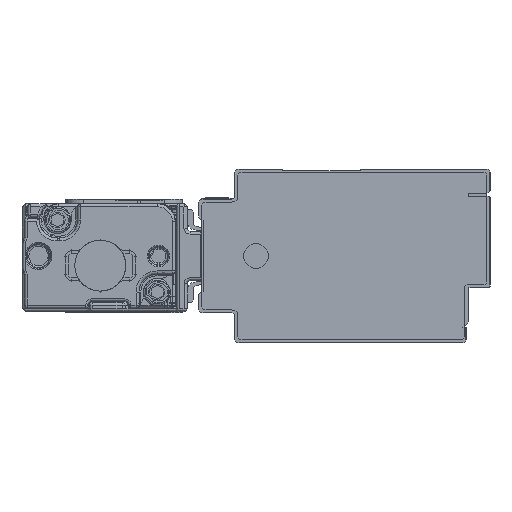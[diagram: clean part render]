
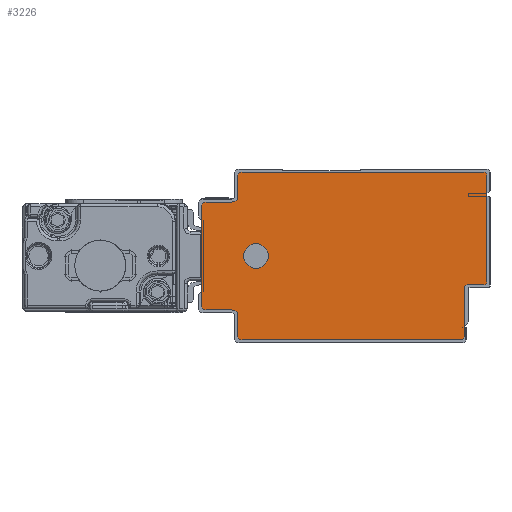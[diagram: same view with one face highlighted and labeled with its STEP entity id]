
A CAD part, left-side view. The second image highlights one B-rep face of the part: STEP entity #3226.
In plain terms, the highlighted planar face has unit normal (-1, 0, 0).
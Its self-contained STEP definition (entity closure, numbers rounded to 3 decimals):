
#1505=AXIS2_PLACEMENT_3D('Circle Axis2P3D',#1503,#1504,$) ;
#1543=AXIS2_PLACEMENT_3D('Circle Axis2P3D',#1541,#1542,$) ;
#1581=AXIS2_PLACEMENT_3D('Circle Axis2P3D',#1579,#1580,$) ;
#1619=AXIS2_PLACEMENT_3D('Circle Axis2P3D',#1617,#1618,$) ;
#3096=AXIS2_PLACEMENT_3D('Circle Axis2P3D',#3094,#3095,$) ;
#3116=AXIS2_PLACEMENT_3D('Plane Axis2P3D',#3113,#3114,#3115) ;
#3120=AXIS2_PLACEMENT_3D('Circle Axis2P3D',#3118,#3119,$) ;
#3134=AXIS2_PLACEMENT_3D('Circle Axis2P3D',#3132,#3133,$) ;
#3148=AXIS2_PLACEMENT_3D('Circle Axis2P3D',#3146,#3147,$) ;
#3162=AXIS2_PLACEMENT_3D('Circle Axis2P3D',#3160,#3161,$) ;
#3176=AXIS2_PLACEMENT_3D('Circle Axis2P3D',#3174,#3175,$) ;
#3210=AXIS2_PLACEMENT_3D('Circle Axis2P3D',#3208,#3209,$) ;
#3219=AXIS2_PLACEMENT_3D('Circle Axis2P3D',#3217,#3218,$) ;
#1461=CARTESIAN_POINT('Line Origine',(-1275.5,-3.5,19.1)) ;
#1465=CARTESIAN_POINT('Vertex',(-1275.5,-3.5,28.)) ;
#1467=CARTESIAN_POINT('Vertex',(-1275.5,-3.5,10.2)) ;
#1503=CARTESIAN_POINT('Axis2P3D Location',(-1275.5,-3.,28.)) ;
#1507=CARTESIAN_POINT('Vertex',(-1275.5,-3.,28.5)) ;
#1522=CARTESIAN_POINT('Line Origine',(-1275.5,17.25,28.5)) ;
#1526=CARTESIAN_POINT('Vertex',(-1275.5,37.5,28.5)) ;
#1541=CARTESIAN_POINT('Axis2P3D Location',(-1275.5,37.5,28.)) ;
#1545=CARTESIAN_POINT('Vertex',(-1275.5,38.,28.)) ;
#1560=CARTESIAN_POINT('Line Origine',(-1275.5,38.,26.25)) ;
#1564=CARTESIAN_POINT('Vertex',(-1275.5,38.,24.5)) ;
#1579=CARTESIAN_POINT('Axis2P3D Location',(-1275.5,39.,24.5)) ;
#1583=CARTESIAN_POINT('Vertex',(-1275.5,39.,23.5)) ;
#1598=CARTESIAN_POINT('Line Origine',(-1275.5,41.25,23.5)) ;
#1602=CARTESIAN_POINT('Vertex',(-1275.5,43.5,23.5)) ;
#1617=CARTESIAN_POINT('Axis2P3D Location',(-1275.5,43.5,23.)) ;
#1621=CARTESIAN_POINT('Vertex',(-1275.5,44.,23.)) ;
#1636=CARTESIAN_POINT('Line Origine',(-1275.5,44.,14.5)) ;
#1640=CARTESIAN_POINT('Vertex',(-1275.5,44.,6.)) ;
#3094=CARTESIAN_POINT('Axis2P3D Location',(-1275.5,-3.,10.2)) ;
#3098=CARTESIAN_POINT('Vertex',(-1275.5,-3.,9.7)) ;
#3113=CARTESIAN_POINT('Axis2P3D Location',(-1275.5,0.,0.)) ;
#3118=CARTESIAN_POINT('Axis2P3D Location',(-1275.5,43.5,6.)) ;
#3122=CARTESIAN_POINT('Vertex',(-1275.5,43.5,5.5)) ;
#3125=CARTESIAN_POINT('Line Origine',(-1275.5,41.25,5.5)) ;
#3129=CARTESIAN_POINT('Vertex',(-1275.5,39.,5.5)) ;
#3132=CARTESIAN_POINT('Axis2P3D Location',(-1275.5,39.,4.5)) ;
#3136=CARTESIAN_POINT('Vertex',(-1275.5,38.,4.5)) ;
#3139=CARTESIAN_POINT('Line Origine',(-1275.5,38.,2.75)) ;
#3143=CARTESIAN_POINT('Vertex',(-1275.5,38.,1.)) ;
#3146=CARTESIAN_POINT('Axis2P3D Location',(-1275.5,37.5,1.)) ;
#3150=CARTESIAN_POINT('Vertex',(-1275.5,37.5,0.5)) ;
#3153=CARTESIAN_POINT('Line Origine',(-1275.5,19.15,0.5)) ;
#3157=CARTESIAN_POINT('Vertex',(-1275.5,0.8,0.5)) ;
#3160=CARTESIAN_POINT('Axis2P3D Location',(-1275.5,0.8,1.)) ;
#3164=CARTESIAN_POINT('Vertex',(-1275.5,0.3,1.)) ;
#3167=CARTESIAN_POINT('Line Origine',(-1275.5,0.3,5.1)) ;
#3171=CARTESIAN_POINT('Vertex',(-1275.5,0.3,9.2)) ;
#3174=CARTESIAN_POINT('Axis2P3D Location',(-1275.5,-0.2,9.2)) ;
#3178=CARTESIAN_POINT('Vertex',(-1275.5,-0.2,9.7)) ;
#3181=CARTESIAN_POINT('Line Origine',(-1275.5,-1.6,9.7)) ;
#3208=CARTESIAN_POINT('Axis2P3D Location',(-1275.5,35.,14.5)) ;
#3212=CARTESIAN_POINT('Vertex',(-1275.5,33.186,13.509)) ;
#3214=CARTESIAN_POINT('Vertex',(-1275.5,36.814,15.491)) ;
#3217=CARTESIAN_POINT('Axis2P3D Location',(-1275.5,35.,14.5)) ;
#1462=DIRECTION('Vector Direction',(0.,0.,-1.)) ;
#1504=DIRECTION('Axis2P3D Direction',(1.,0.,0.)) ;
#1523=DIRECTION('Vector Direction',(0.,1.,0.)) ;
#1542=DIRECTION('Axis2P3D Direction',(1.,0.,0.)) ;
#1561=DIRECTION('Vector Direction',(0.,0.,1.)) ;
#1580=DIRECTION('Axis2P3D Direction',(1.,0.,0.)) ;
#1599=DIRECTION('Vector Direction',(0.,1.,0.)) ;
#1618=DIRECTION('Axis2P3D Direction',(1.,0.,0.)) ;
#1637=DIRECTION('Vector Direction',(0.,0.,1.)) ;
#3095=DIRECTION('Axis2P3D Direction',(1.,0.,0.)) ;
#3114=DIRECTION('Axis2P3D Direction',(1.,0.,0.)) ;
#3115=DIRECTION('Axis2P3D XDirection',(0.,1.,0.)) ;
#3119=DIRECTION('Axis2P3D Direction',(1.,0.,0.)) ;
#3126=DIRECTION('Vector Direction',(0.,-1.,0.)) ;
#3133=DIRECTION('Axis2P3D Direction',(1.,0.,0.)) ;
#3140=DIRECTION('Vector Direction',(0.,0.,1.)) ;
#3147=DIRECTION('Axis2P3D Direction',(1.,0.,0.)) ;
#3154=DIRECTION('Vector Direction',(0.,-1.,0.)) ;
#3161=DIRECTION('Axis2P3D Direction',(1.,0.,0.)) ;
#3168=DIRECTION('Vector Direction',(0.,0.,-1.)) ;
#3175=DIRECTION('Axis2P3D Direction',(1.,0.,0.)) ;
#3182=DIRECTION('Vector Direction',(0.,1.,0.)) ;
#3209=DIRECTION('Axis2P3D Direction',(1.,0.,0.)) ;
#3218=DIRECTION('Axis2P3D Direction',(1.,0.,0.)) ;
#1463=VECTOR('Line Direction',#1462,1.) ;
#1524=VECTOR('Line Direction',#1523,1.) ;
#1562=VECTOR('Line Direction',#1561,1.) ;
#1600=VECTOR('Line Direction',#1599,1.) ;
#1638=VECTOR('Line Direction',#1637,1.) ;
#3127=VECTOR('Line Direction',#3126,1.) ;
#3141=VECTOR('Line Direction',#3140,1.) ;
#3155=VECTOR('Line Direction',#3154,1.) ;
#3169=VECTOR('Line Direction',#3168,1.) ;
#3183=VECTOR('Line Direction',#3182,1.) ;
#3187=ORIENTED_EDGE('',*,*,#1528,.F.) ;
#3188=ORIENTED_EDGE('',*,*,#1547,.F.) ;
#3189=ORIENTED_EDGE('',*,*,#1566,.F.) ;
#3190=ORIENTED_EDGE('',*,*,#1585,.F.) ;
#3191=ORIENTED_EDGE('',*,*,#1604,.F.) ;
#3192=ORIENTED_EDGE('',*,*,#1623,.F.) ;
#3193=ORIENTED_EDGE('',*,*,#1642,.F.) ;
#3194=ORIENTED_EDGE('',*,*,#3124,.F.) ;
#3195=ORIENTED_EDGE('',*,*,#3131,.F.) ;
#3196=ORIENTED_EDGE('',*,*,#3138,.F.) ;
#3197=ORIENTED_EDGE('',*,*,#3145,.F.) ;
#3198=ORIENTED_EDGE('',*,*,#3152,.F.) ;
#3199=ORIENTED_EDGE('',*,*,#3159,.F.) ;
#3200=ORIENTED_EDGE('',*,*,#3166,.F.) ;
#3201=ORIENTED_EDGE('',*,*,#3173,.F.) ;
#3202=ORIENTED_EDGE('',*,*,#3180,.F.) ;
#3203=ORIENTED_EDGE('',*,*,#3185,.F.) ;
#3204=ORIENTED_EDGE('',*,*,#3100,.F.) ;
#3205=ORIENTED_EDGE('',*,*,#1469,.F.) ;
#3206=ORIENTED_EDGE('',*,*,#1509,.F.) ;
#3223=ORIENTED_EDGE('',*,*,#3216,.T.) ;
#3224=ORIENTED_EDGE('',*,*,#3221,.T.) ;
#3225=FACE_BOUND('',#3222,.T.) ;
#3226=ADVANCED_FACE('\X2\FF8EFF9EFF83FF9EFF68FF70\X0\.2',(#3207,#3225),#3117,.F.) ;
#1506=CIRCLE('generated circle',#1505,0.5) ;
#1544=CIRCLE('generated circle',#1543,0.5) ;
#1582=CIRCLE('generated circle',#1581,1.) ;
#1620=CIRCLE('generated circle',#1619,0.5) ;
#3097=CIRCLE('generated circle',#3096,0.5) ;
#3121=CIRCLE('generated circle',#3120,0.5) ;
#3135=CIRCLE('generated circle',#3134,1.) ;
#3149=CIRCLE('generated circle',#3148,0.5) ;
#3163=CIRCLE('generated circle',#3162,0.5) ;
#3177=CIRCLE('generated circle',#3176,0.5) ;
#3211=CIRCLE('generated circle',#3210,2.067) ;
#3220=CIRCLE('generated circle',#3219,2.067) ;
#1469=EDGE_CURVE('',#1466,#1468,#1464,.T.) ;
#1509=EDGE_CURVE('',#1508,#1466,#1506,.T.) ;
#1528=EDGE_CURVE('',#1527,#1508,#1525,.F.) ;
#1547=EDGE_CURVE('',#1546,#1527,#1544,.T.) ;
#1566=EDGE_CURVE('',#1565,#1546,#1563,.T.) ;
#1585=EDGE_CURVE('',#1584,#1565,#1582,.F.) ;
#1604=EDGE_CURVE('',#1603,#1584,#1601,.F.) ;
#1623=EDGE_CURVE('',#1622,#1603,#1620,.T.) ;
#1642=EDGE_CURVE('',#1641,#1622,#1639,.T.) ;
#3100=EDGE_CURVE('',#1468,#3099,#3097,.T.) ;
#3124=EDGE_CURVE('',#3123,#1641,#3121,.T.) ;
#3131=EDGE_CURVE('',#3130,#3123,#3128,.F.) ;
#3138=EDGE_CURVE('',#3137,#3130,#3135,.F.) ;
#3145=EDGE_CURVE('',#3144,#3137,#3142,.T.) ;
#3152=EDGE_CURVE('',#3151,#3144,#3149,.T.) ;
#3159=EDGE_CURVE('',#3158,#3151,#3156,.F.) ;
#3166=EDGE_CURVE('',#3165,#3158,#3163,.T.) ;
#3173=EDGE_CURVE('',#3172,#3165,#3170,.T.) ;
#3180=EDGE_CURVE('',#3179,#3172,#3177,.F.) ;
#3185=EDGE_CURVE('',#3099,#3179,#3184,.T.) ;
#3216=EDGE_CURVE('',#3213,#3215,#3211,.T.) ;
#3221=EDGE_CURVE('',#3215,#3213,#3220,.T.) ;
#3186=EDGE_LOOP('',(#3187,#3188,#3189,#3190,#3191,#3192,#3193,#3194,#3195,#3196,#3197,#3198,#3199,#3200,#3201,#3202,#3203,#3204,#3205,#3206)) ;
#3222=EDGE_LOOP('',(#3223,#3224)) ;
#3207=FACE_OUTER_BOUND('',#3186,.T.) ;
#1464=LINE('Line',#1461,#1463) ;
#1525=LINE('Line',#1522,#1524) ;
#1563=LINE('Line',#1560,#1562) ;
#1601=LINE('Line',#1598,#1600) ;
#1639=LINE('Line',#1636,#1638) ;
#3128=LINE('Line',#3125,#3127) ;
#3142=LINE('Line',#3139,#3141) ;
#3156=LINE('Line',#3153,#3155) ;
#3170=LINE('Line',#3167,#3169) ;
#3184=LINE('Line',#3181,#3183) ;
#3117=PLANE('Plane',#3116) ;
#1466=VERTEX_POINT('',#1465) ;
#1468=VERTEX_POINT('',#1467) ;
#1508=VERTEX_POINT('',#1507) ;
#1527=VERTEX_POINT('',#1526) ;
#1546=VERTEX_POINT('',#1545) ;
#1565=VERTEX_POINT('',#1564) ;
#1584=VERTEX_POINT('',#1583) ;
#1603=VERTEX_POINT('',#1602) ;
#1622=VERTEX_POINT('',#1621) ;
#1641=VERTEX_POINT('',#1640) ;
#3099=VERTEX_POINT('',#3098) ;
#3123=VERTEX_POINT('',#3122) ;
#3130=VERTEX_POINT('',#3129) ;
#3137=VERTEX_POINT('',#3136) ;
#3144=VERTEX_POINT('',#3143) ;
#3151=VERTEX_POINT('',#3150) ;
#3158=VERTEX_POINT('',#3157) ;
#3165=VERTEX_POINT('',#3164) ;
#3172=VERTEX_POINT('',#3171) ;
#3179=VERTEX_POINT('',#3178) ;
#3213=VERTEX_POINT('',#3212) ;
#3215=VERTEX_POINT('',#3214) ;
